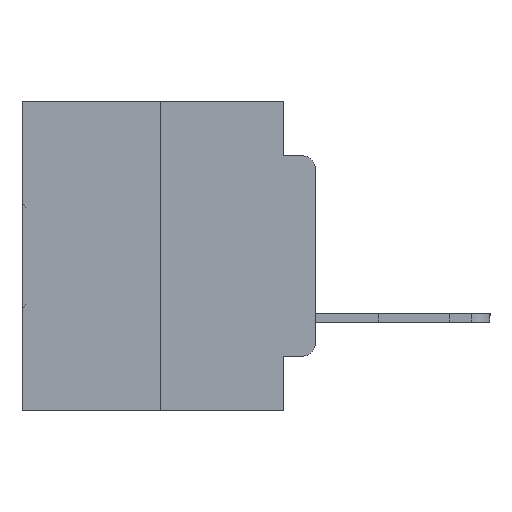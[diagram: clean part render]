
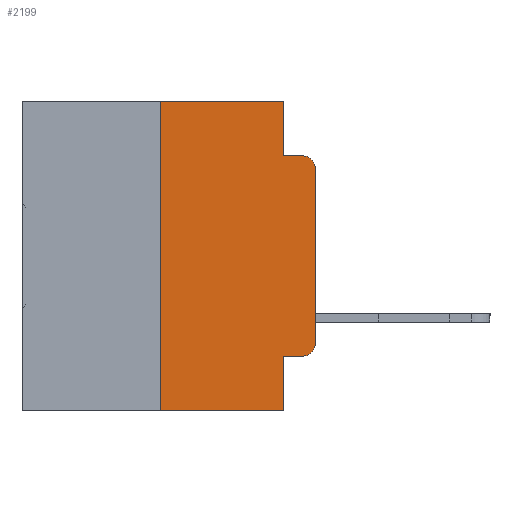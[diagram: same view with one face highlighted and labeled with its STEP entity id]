
A CAD part, left-side view. The second image highlights one B-rep face of the part: STEP entity #2199.
In plain terms, the highlighted planar face has unit normal (-1, 0, 0).
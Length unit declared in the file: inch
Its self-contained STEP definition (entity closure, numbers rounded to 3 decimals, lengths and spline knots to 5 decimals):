
#341 = LINE ( 'NONE', #23805, #12395 ) ;
#486 = FACE_OUTER_BOUND ( 'NONE', #22490, .T. ) ;
#640 = VECTOR ( 'NONE', #24235, 39.37008 ) ;
#807 = VECTOR ( 'NONE', #27419, 39.37008 ) ;
#1293 = VERTEX_POINT ( 'NONE', #24158 ) ;
#1923 = DIRECTION ( 'NONE',  ( -1., 0., 0. ) ) ;
#2199 = ADVANCED_FACE ( 'NONE', ( #486 ), #2667, .F. ) ;
#2300 = DIRECTION ( 'NONE',  ( 1., 0., 0. ) ) ;
#2400 = DIRECTION ( 'NONE',  ( 0., 0., -1. ) ) ;
#2667 = PLANE ( 'NONE',  #27973 ) ;
#2985 = CARTESIAN_POINT ( 'NONE',  ( 0., 0.473, 0. ) ) ;
#4653 = CARTESIAN_POINT ( 'NONE',  ( 0., 0.051, -0.5 ) ) ;
#4898 = LINE ( 'NONE', #10070, #12042 ) ;
#5513 = EDGE_CURVE ( 'NONE', #24044, #20693, #7089, .T. ) ;
#5733 = EDGE_CURVE ( 'NONE', #29391, #24221, #25798, .T. ) ;
#5981 = CARTESIAN_POINT ( 'NONE',  ( 0., 0.25, 0. ) ) ;
#6694 = VECTOR ( 'NONE', #22661, 39.37008 ) ;
#7089 = LINE ( 'NONE', #19428, #640 ) ;
#7253 = LINE ( 'NONE', #25044, #807 ) ;
#7531 = ORIENTED_EDGE ( 'NONE', *, *, #5513, .T. ) ;
#7935 = ORIENTED_EDGE ( 'NONE', *, *, #24220, .T. ) ;
#8170 = CARTESIAN_POINT ( 'NONE',  ( 0., 0., -0.3915 ) ) ;
#8342 = CARTESIAN_POINT ( 'NONE',  ( 0., 0.051, -0.4115 ) ) ;
#8395 = ORIENTED_EDGE ( 'NONE', *, *, #17193, .F. ) ;
#8792 = VERTEX_POINT ( 'NONE', #8914 ) ;
#8814 = ORIENTED_EDGE ( 'NONE', *, *, #22035, .F. ) ;
#8914 = CARTESIAN_POINT ( 'NONE',  ( 0., 0.02, -0.0885 ) ) ;
#9059 = ORIENTED_EDGE ( 'NONE', *, *, #22553, .F. ) ;
#9396 = ORIENTED_EDGE ( 'NONE', *, *, #11188, .F. ) ;
#9435 = LINE ( 'NONE', #25607, #16572 ) ;
#9703 = ORIENTED_EDGE ( 'NONE', *, *, #17988, .T. ) ;
#10019 = ORIENTED_EDGE ( 'NONE', *, *, #16004, .F. ) ;
#10070 = CARTESIAN_POINT ( 'NONE',  ( 0., 0.051, 0. ) ) ;
#10264 = ORIENTED_EDGE ( 'NONE', *, *, #5733, .T. ) ;
#10508 = ORIENTED_EDGE ( 'NONE', *, *, #30777, .T. ) ;
#10714 = VECTOR ( 'NONE', #15256, 39.37008 ) ;
#11188 = EDGE_CURVE ( 'NONE', #1293, #18501, #341, .T. ) ;
#11282 = DIRECTION ( 'NONE',  ( 0., -1., 0. ) ) ;
#12042 = VECTOR ( 'NONE', #24444, 39.37008 ) ;
#12395 = VECTOR ( 'NONE', #26172, 39.37008 ) ;
#12499 = VERTEX_POINT ( 'NONE', #15482 ) ;
#12826 = CARTESIAN_POINT ( 'NONE',  ( 0., 0.051, 0. ) ) ;
#14225 = CARTESIAN_POINT ( 'NONE',  ( 0., 0.02, -0.3915 ) ) ;
#14559 = DIRECTION ( 'NONE',  ( 0., -1., 0. ) ) ;
#14686 = AXIS2_PLACEMENT_3D ( 'NONE', #16347, #1923, #18781 ) ;
#15256 = DIRECTION ( 'NONE',  ( 0., 0., -1. ) ) ;
#15482 = CARTESIAN_POINT ( 'NONE',  ( 0., 0.051, 0. ) ) ;
#16004 = EDGE_CURVE ( 'NONE', #29391, #19985, #23468, .T. ) ;
#16347 = CARTESIAN_POINT ( 'NONE',  ( 0., 0.02, -0.1085 ) ) ;
#16572 = VECTOR ( 'NONE', #11282, 39.37008 ) ;
#16647 = DIRECTION ( 'NONE',  ( 0., 0., -1. ) ) ;
#17193 = EDGE_CURVE ( 'NONE', #21600, #8792, #7253, .T. ) ;
#17988 = EDGE_CURVE ( 'NONE', #1293, #19985, #9435, .T. ) ;
#18501 = VERTEX_POINT ( 'NONE', #5981 ) ;
#18781 = DIRECTION ( 'NONE',  ( 0., 0., -1. ) ) ;
#19428 = CARTESIAN_POINT ( 'NONE',  ( 0., 0., 0. ) ) ;
#19985 = VERTEX_POINT ( 'NONE', #4653 ) ;
#20271 = VECTOR ( 'NONE', #14559, 39.37008 ) ;
#20394 = CARTESIAN_POINT ( 'NONE',  ( 0., 0.051, -0.0885 ) ) ;
#20693 = VERTEX_POINT ( 'NONE', #21746 ) ;
#21085 = CARTESIAN_POINT ( 'NONE',  ( 0., 0.02, -0.4115 ) ) ;
#21600 = VERTEX_POINT ( 'NONE', #20394 ) ;
#21746 = CARTESIAN_POINT ( 'NONE',  ( 0., 0., -0.1085 ) ) ;
#21786 = LINE ( 'NONE', #26478, #20271 ) ;
#22035 = EDGE_CURVE ( 'NONE', #12499, #21600, #4898, .T. ) ;
#22469 = CIRCLE ( 'NONE', #27048, 0.02 ) ;
#22490 = EDGE_LOOP ( 'NONE', ( #7531, #7935, #8395, #8814, #9059, #9396, #9703, #10019, #10264, #10508 ) ) ;
#22553 = EDGE_CURVE ( 'NONE', #18501, #12499, #21786, .T. ) ;
#22556 = CARTESIAN_POINT ( 'NONE',  ( 0., 0.051, -0.4115 ) ) ;
#22661 = DIRECTION ( 'NONE',  ( 0., -1., 0. ) ) ;
#22818 = CIRCLE ( 'NONE', #14686, 0.02 ) ;
#23468 = LINE ( 'NONE', #12826, #10714 ) ;
#23805 = CARTESIAN_POINT ( 'NONE',  ( 0., 0.25, 0. ) ) ;
#24044 = VERTEX_POINT ( 'NONE', #8170 ) ;
#24158 = CARTESIAN_POINT ( 'NONE',  ( 0., 0.25, -0.5 ) ) ;
#24220 = EDGE_CURVE ( 'NONE', #20693, #8792, #22818, .T. ) ;
#24221 = VERTEX_POINT ( 'NONE', #21085 ) ;
#24235 = DIRECTION ( 'NONE',  ( 0., 0., 1. ) ) ;
#24444 = DIRECTION ( 'NONE',  ( 0., 0., -1. ) ) ;
#25044 = CARTESIAN_POINT ( 'NONE',  ( 0., 0.051, -0.0885 ) ) ;
#25607 = CARTESIAN_POINT ( 'NONE',  ( 0., 0.473, -0.5 ) ) ;
#25798 = LINE ( 'NONE', #22556, #6694 ) ;
#26172 = DIRECTION ( 'NONE',  ( 0., 0., 1. ) ) ;
#26478 = CARTESIAN_POINT ( 'NONE',  ( 0., 0.473, 0. ) ) ;
#27048 = AXIS2_PLACEMENT_3D ( 'NONE', #14225, #30914, #16647 ) ;
#27419 = DIRECTION ( 'NONE',  ( 0., -1., 0. ) ) ;
#27973 = AXIS2_PLACEMENT_3D ( 'NONE', #2985, #2300, #2400 ) ;
#29391 = VERTEX_POINT ( 'NONE', #8342 ) ;
#30777 = EDGE_CURVE ( 'NONE', #24221, #24044, #22469, .T. ) ;
#30914 = DIRECTION ( 'NONE',  ( -1., 0., 0. ) ) ;
